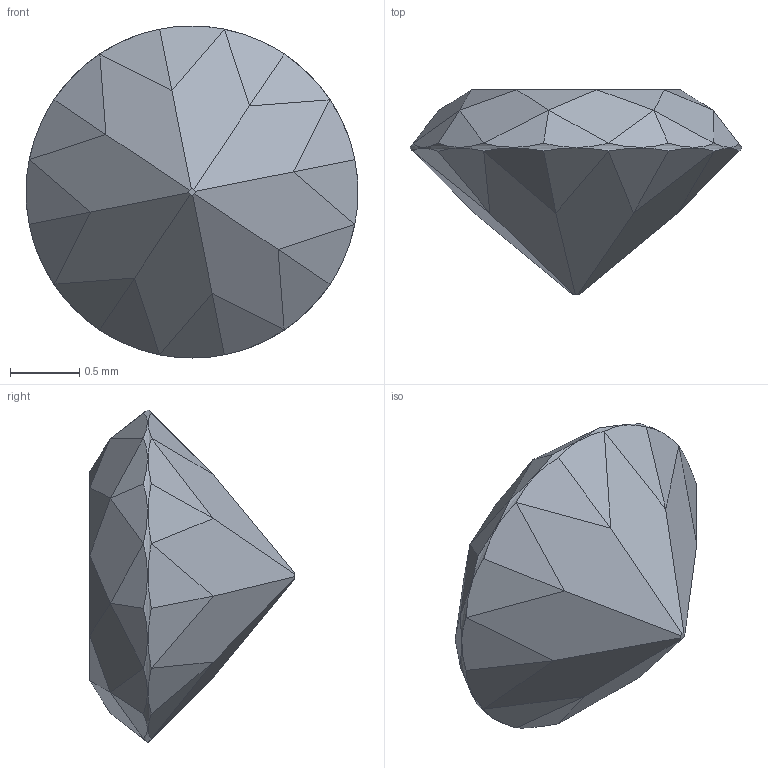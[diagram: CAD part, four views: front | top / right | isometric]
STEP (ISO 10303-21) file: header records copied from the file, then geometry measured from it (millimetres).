
FILE_DESCRIPTION (( 'STEP AP214' ), '1' );
FILE_NAME ('diamant parametré.STEP', '2017-09-18T09:22:55', ( '' ), ( '' ), 'SwSTEP 2.0', 'SolidWorks 2017', '' );
FILE_SCHEMA (( 'AUTOMOTIVE_DESIGN' ));
Length unit declared in the file: millimetre
Products named in the file (1): diamant parametré
Bounding box: 2.4 x 1.48 x 2.4 mm (x, y, z)
Volume: 3.1 mm3; surface area: 11.9 mm2
Topology: 1 solids, 1 shells, 60 faces, 134 edges, 76 vertices
Faces by surface type: plane 58, cylinder 2
Entity records: 1612 total; most frequent: CARTESIAN_POINT 379, ORIENTED_EDGE 268, DIRECTION 220, EDGE_CURVE 134, VECTOR 98, LINE 98, VERTEX_POINT 76, AXIS2_PLACEMENT_3D 61
